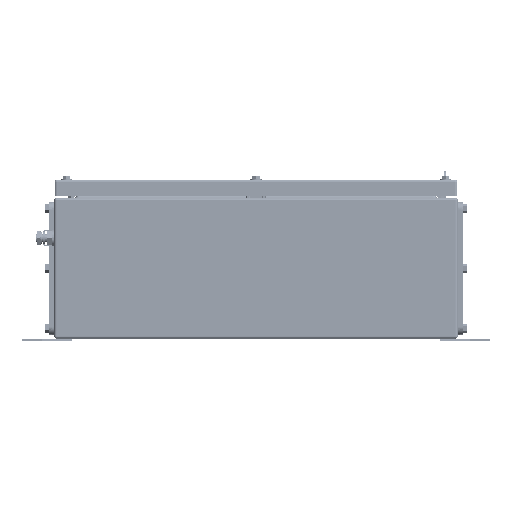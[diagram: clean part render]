
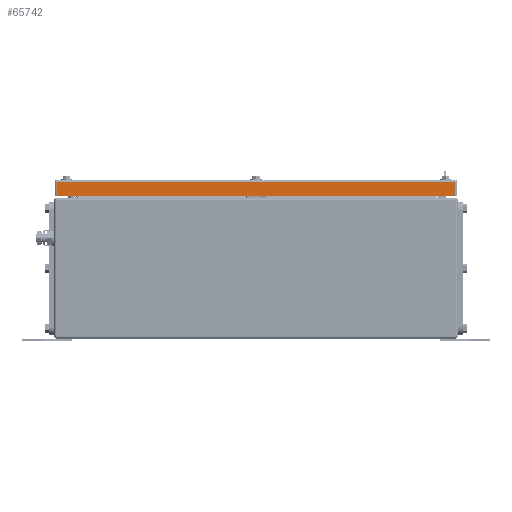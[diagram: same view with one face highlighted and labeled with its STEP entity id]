
A CAD part, front view. The second image highlights one B-rep face of the part: STEP entity #65742.
In plain terms, the highlighted planar face has unit normal (0, -1, 0).
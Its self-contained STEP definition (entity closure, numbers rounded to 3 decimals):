
#65715=AXIS2_PLACEMENT_3D('Plane Axis2P3D',#65712,#65713,#65714) ;
#65485=CARTESIAN_POINT('Vertex',(44.,11.5,200.5)) ;
#65488=CARTESIAN_POINT('Line Origine',(294.5,11.5,200.5)) ;
#65492=CARTESIAN_POINT('Vertex',(545.,11.5,200.5)) ;
#65712=CARTESIAN_POINT('Axis2P3D Location',(548.,11.5,183.5)) ;
#65717=CARTESIAN_POINT('Line Origine',(44.,11.5,192.)) ;
#65721=CARTESIAN_POINT('Vertex',(44.,11.5,183.5)) ;
#65724=CARTESIAN_POINT('Line Origine',(294.5,11.5,183.5)) ;
#65728=CARTESIAN_POINT('Vertex',(545.,11.5,183.5)) ;
#65731=CARTESIAN_POINT('Line Origine',(545.,11.5,192.)) ;
#65489=DIRECTION('Vector Direction',(1.,0.,0.)) ;
#65713=DIRECTION('Axis2P3D Direction',(0.,1.,0.)) ;
#65714=DIRECTION('Axis2P3D XDirection',(-1.,0.,0.)) ;
#65718=DIRECTION('Vector Direction',(0.,0.,1.)) ;
#65725=DIRECTION('Vector Direction',(-1.,0.,0.)) ;
#65732=DIRECTION('Vector Direction',(0.,0.,1.)) ;
#65490=VECTOR('Line Direction',#65489,1.) ;
#65719=VECTOR('Line Direction',#65718,1.) ;
#65726=VECTOR('Line Direction',#65725,1.) ;
#65733=VECTOR('Line Direction',#65732,1.) ;
#65737=ORIENTED_EDGE('',*,*,#65494,.F.) ;
#65738=ORIENTED_EDGE('',*,*,#65723,.F.) ;
#65739=ORIENTED_EDGE('',*,*,#65730,.T.) ;
#65740=ORIENTED_EDGE('',*,*,#65735,.T.) ;
#65742=ADVANCED_FACE('ZUB_KTB_MH_765020_3GP_AllCATPart.2\\ZUB_DE_KTB_MH_762x508.1\\DE_KTB_MH_PART_MASTER.1\\Koerper.2',(#65741),#65716,.F.) ;
#65494=EDGE_CURVE('',#65486,#65493,#65491,.T.) ;
#65723=EDGE_CURVE('',#65722,#65486,#65720,.T.) ;
#65730=EDGE_CURVE('',#65722,#65729,#65727,.F.) ;
#65735=EDGE_CURVE('',#65729,#65493,#65734,.T.) ;
#65736=EDGE_LOOP('',(#65737,#65738,#65739,#65740)) ;
#65741=FACE_OUTER_BOUND('',#65736,.T.) ;
#65491=LINE('Line',#65488,#65490) ;
#65720=LINE('Line',#65717,#65719) ;
#65727=LINE('Line',#65724,#65726) ;
#65734=LINE('Line',#65731,#65733) ;
#65716=PLANE('',#65715) ;
#65486=VERTEX_POINT('',#65485) ;
#65493=VERTEX_POINT('',#65492) ;
#65722=VERTEX_POINT('',#65721) ;
#65729=VERTEX_POINT('',#65728) ;
